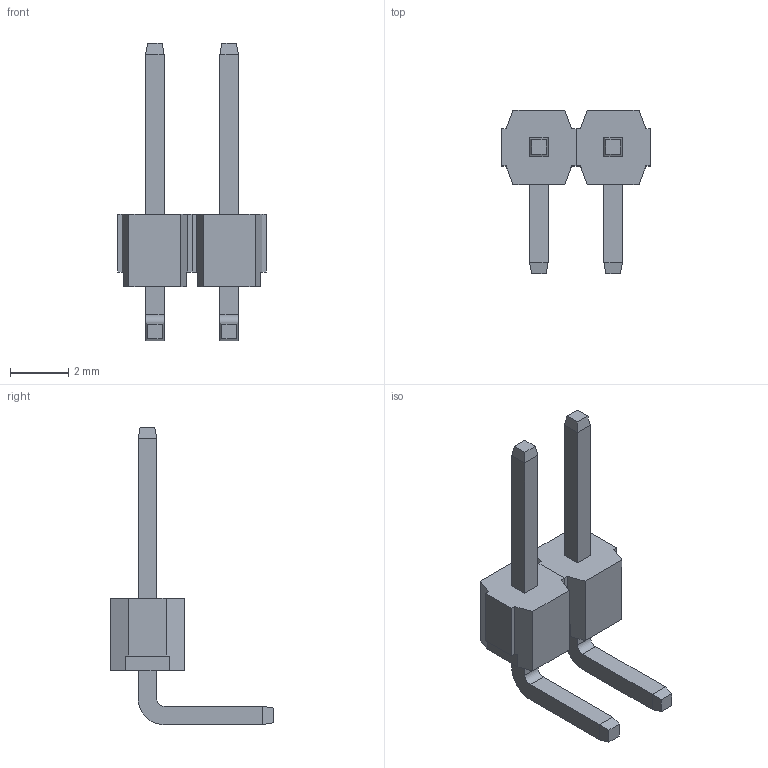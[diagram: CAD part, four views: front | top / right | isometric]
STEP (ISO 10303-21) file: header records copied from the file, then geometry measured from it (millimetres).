
FILE_DESCRIPTION (( 'STEP AP214' ), '1' );
FILE_NAME ('PRPC002SBAN-M71RC.STEP', '2024-12-18T21:00:11', ( '' ), ( '' ), 'SwSTEP 2.0', 'SolidWorks 2021', '' );
FILE_SCHEMA (( 'AUTOMOTIVE_DESIGN' ));
Length unit declared in the file: millimetre
Products named in the file (3): Pin - Gold_BA; PRPC002SBAN-M71RC; PREC005SBAN-M71RC_C002
Assembly tree (3 placements, depth 2):
  PRPC002SBAN-M71RC
    PREC005SBAN-M71RC_C002
    Pin - Gold_BA  x2
Bounding box: 5.08 x 5.59 x 10.17 mm (x, y, z)
Volume: 37.4 mm3; surface area: 151.7 mm2
Topology: 4 solids, 4 shells, 80 faces, 200 edges, 128 vertices
Faces by surface type: plane 76, cylinder 4
Entity records: 1979 total; most frequent: CARTESIAN_POINT 332, ORIENTED_EDGE 320, DIRECTION 300, EDGE_CURVE 160, LINE 156, VECTOR 156, VERTEX_POINT 104, AXIS2_PLACEMENT_3D 72
